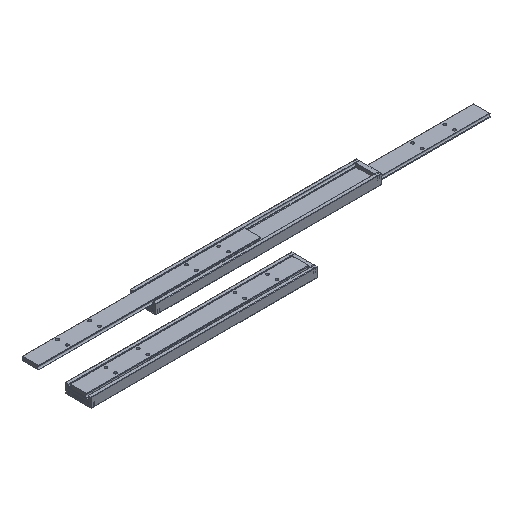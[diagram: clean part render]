
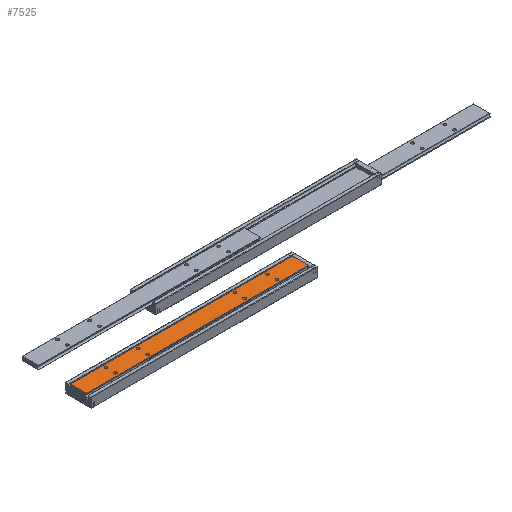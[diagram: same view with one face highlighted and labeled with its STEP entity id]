
A CAD part, isometric view. The second image highlights one B-rep face of the part: STEP entity #7525.
In plain terms, the highlighted face is planar.
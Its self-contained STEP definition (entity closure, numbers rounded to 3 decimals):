
#731=FACE_BOUND('',#1912,.T.);
#732=FACE_BOUND('',#1913,.T.);
#733=FACE_BOUND('',#1914,.T.);
#734=FACE_BOUND('',#1915,.T.);
#735=FACE_BOUND('',#1916,.T.);
#736=FACE_BOUND('',#1917,.T.);
#737=FACE_BOUND('',#1918,.T.);
#738=FACE_BOUND('',#1919,.T.);
#1104=CIRCLE('',#7866,4.188);
#1107=CIRCLE('',#7870,4.188);
#1110=CIRCLE('',#7874,4.188);
#1113=CIRCLE('',#7878,4.188);
#1116=CIRCLE('',#7882,4.188);
#1119=CIRCLE('',#7886,4.188);
#1122=CIRCLE('',#7890,4.188);
#1125=CIRCLE('',#7894,4.188);
#1581=FACE_OUTER_BOUND('',#1911,.T.);
#1911=EDGE_LOOP('',(#6317,#6318,#6319,#6320));
#1912=EDGE_LOOP('',(#6321));
#1913=EDGE_LOOP('',(#6322));
#1914=EDGE_LOOP('',(#6323));
#1915=EDGE_LOOP('',(#6324));
#1916=EDGE_LOOP('',(#6325));
#1917=EDGE_LOOP('',(#6326));
#1918=EDGE_LOOP('',(#6327));
#1919=EDGE_LOOP('',(#6328));
#2407=LINE('',#12735,#2970);
#2408=LINE('',#12738,#2971);
#2409=LINE('',#12740,#2972);
#2410=LINE('',#12741,#2973);
#2970=VECTOR('',#9016,10.);
#2971=VECTOR('',#9019,10.);
#2972=VECTOR('',#9020,10.);
#2973=VECTOR('',#9021,10.);
#3567=VERTEX_POINT('',#12656);
#3570=VERTEX_POINT('',#12664);
#3573=VERTEX_POINT('',#12672);
#3576=VERTEX_POINT('',#12680);
#3579=VERTEX_POINT('',#12688);
#3582=VERTEX_POINT('',#12696);
#3585=VERTEX_POINT('',#12704);
#3588=VERTEX_POINT('',#12712);
#3595=VERTEX_POINT('',#12731);
#3596=VERTEX_POINT('',#12733);
#3597=VERTEX_POINT('',#12737);
#3598=VERTEX_POINT('',#12739);
#4513=EDGE_CURVE('',#3567,#3567,#1104,.T.);
#4517=EDGE_CURVE('',#3570,#3570,#1107,.T.);
#4521=EDGE_CURVE('',#3573,#3573,#1110,.T.);
#4525=EDGE_CURVE('',#3576,#3576,#1113,.T.);
#4529=EDGE_CURVE('',#3579,#3579,#1116,.T.);
#4533=EDGE_CURVE('',#3582,#3582,#1119,.T.);
#4537=EDGE_CURVE('',#3585,#3585,#1122,.T.);
#4541=EDGE_CURVE('',#3588,#3588,#1125,.T.);
#4551=EDGE_CURVE('',#3595,#3596,#2407,.T.);
#4552=EDGE_CURVE('',#3597,#3595,#2408,.T.);
#4553=EDGE_CURVE('',#3598,#3596,#2409,.T.);
#4554=EDGE_CURVE('',#3597,#3598,#2410,.T.);
#6317=ORIENTED_EDGE('',*,*,#4552,.T.);
#6318=ORIENTED_EDGE('',*,*,#4551,.T.);
#6319=ORIENTED_EDGE('',*,*,#4553,.F.);
#6320=ORIENTED_EDGE('',*,*,#4554,.F.);
#6321=ORIENTED_EDGE('',*,*,#4513,.T.);
#6322=ORIENTED_EDGE('',*,*,#4517,.T.);
#6323=ORIENTED_EDGE('',*,*,#4521,.T.);
#6324=ORIENTED_EDGE('',*,*,#4525,.T.);
#6325=ORIENTED_EDGE('',*,*,#4529,.T.);
#6326=ORIENTED_EDGE('',*,*,#4533,.T.);
#6327=ORIENTED_EDGE('',*,*,#4537,.T.);
#6328=ORIENTED_EDGE('',*,*,#4541,.T.);
#7139=PLANE('',#7900);
#7525=ADVANCED_FACE('',(#1581,#731,#732,#733,#734,#735,#736,#737,#738),
#7139,.T.);
#7866=AXIS2_PLACEMENT_3D('',#12658,#8934,#8935);
#7870=AXIS2_PLACEMENT_3D('',#12666,#8943,#8944);
#7874=AXIS2_PLACEMENT_3D('',#12674,#8952,#8953);
#7878=AXIS2_PLACEMENT_3D('',#12682,#8961,#8962);
#7882=AXIS2_PLACEMENT_3D('',#12690,#8970,#8971);
#7886=AXIS2_PLACEMENT_3D('',#12698,#8979,#8980);
#7890=AXIS2_PLACEMENT_3D('',#12706,#8988,#8989);
#7894=AXIS2_PLACEMENT_3D('',#12714,#8997,#8998);
#7900=AXIS2_PLACEMENT_3D('',#12736,#9017,#9018);
#8934=DIRECTION('center_axis',(1.,0.,0.));
#8935=DIRECTION('ref_axis',(0.,0.,-1.));
#8943=DIRECTION('center_axis',(1.,0.,0.));
#8944=DIRECTION('ref_axis',(0.,0.,-1.));
#8952=DIRECTION('center_axis',(1.,0.,0.));
#8953=DIRECTION('ref_axis',(0.,0.,-1.));
#8961=DIRECTION('center_axis',(1.,0.,0.));
#8962=DIRECTION('ref_axis',(0.,0.,-1.));
#8970=DIRECTION('center_axis',(1.,0.,0.));
#8971=DIRECTION('ref_axis',(0.,0.,-1.));
#8979=DIRECTION('center_axis',(1.,0.,0.));
#8980=DIRECTION('ref_axis',(0.,0.,-1.));
#8988=DIRECTION('center_axis',(1.,0.,0.));
#8989=DIRECTION('ref_axis',(0.,0.,-1.));
#8997=DIRECTION('center_axis',(1.,0.,0.));
#8998=DIRECTION('ref_axis',(0.,0.,-1.));
#9016=DIRECTION('',(0.,0.,-1.));
#9017=DIRECTION('center_axis',(-1.,0.,0.));
#9018=DIRECTION('ref_axis',(0.,1.,0.));
#9019=DIRECTION('',(0.,1.,0.));
#9020=DIRECTION('',(0.,1.,0.));
#9021=DIRECTION('',(0.,0.,-1.));
#12656=CARTESIAN_POINT('',(-7.2,-15.,-95.812));
#12658=CARTESIAN_POINT('Origin',(-7.2,-15.,-100.));
#12664=CARTESIAN_POINT('',(-7.2,-15.,-195.812));
#12666=CARTESIAN_POINT('Origin',(-7.2,-15.,-200.));
#12672=CARTESIAN_POINT('',(-7.2,15.,-195.812));
#12674=CARTESIAN_POINT('Origin',(-7.2,15.,-200.));
#12680=CARTESIAN_POINT('',(-7.2,15.,-95.812));
#12682=CARTESIAN_POINT('Origin',(-7.2,15.,-100.));
#12688=CARTESIAN_POINT('',(-7.2,-15.,-495.812));
#12690=CARTESIAN_POINT('Origin',(-7.2,-15.,-500.));
#12696=CARTESIAN_POINT('',(-7.2,15.,-495.812));
#12698=CARTESIAN_POINT('Origin',(-7.2,15.,-500.));
#12704=CARTESIAN_POINT('',(-7.2,15.,-595.812));
#12706=CARTESIAN_POINT('Origin',(-7.2,15.,-600.));
#12712=CARTESIAN_POINT('',(-7.2,-15.,-595.812));
#12714=CARTESIAN_POINT('Origin',(-7.2,-15.,-600.));
#12731=CARTESIAN_POINT('',(-7.2,25.,0.));
#12733=CARTESIAN_POINT('',(-7.2,25.,-688.));
#12735=CARTESIAN_POINT('',(-7.2,25.,0.));
#12736=CARTESIAN_POINT('Origin',(-7.2,-25.,0.));
#12737=CARTESIAN_POINT('',(-7.2,-25.,0.));
#12738=CARTESIAN_POINT('',(-7.2,-25.,0.));
#12739=CARTESIAN_POINT('',(-7.2,-25.,-688.));
#12740=CARTESIAN_POINT('',(-7.2,-25.,-688.));
#12741=CARTESIAN_POINT('',(-7.2,-25.,0.));
